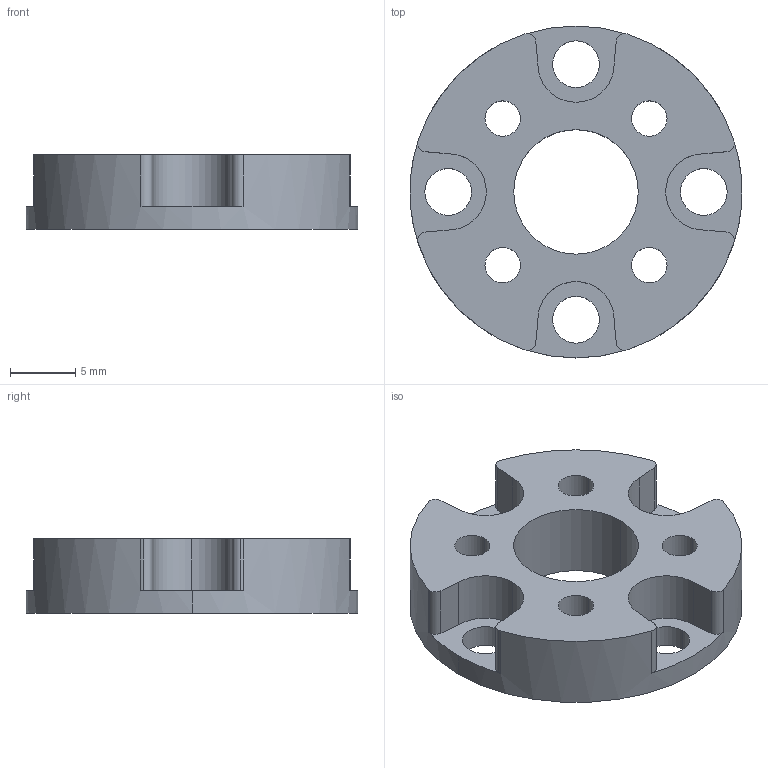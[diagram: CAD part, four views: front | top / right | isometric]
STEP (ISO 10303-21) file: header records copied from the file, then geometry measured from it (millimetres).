
FILE_DESCRIPTION (( 'STEP AP214' ), '1' );
FILE_NAME ('Pattern Adaptor 0.770 to 0.625.step', '2017-10-17T00:57:55', ( '' ), ( '' ), 'SwSTEP 2.0', 'SolidWorks 2017', '' );
FILE_SCHEMA (( 'AUTOMOTIVE_DESIGN' ));
Length unit declared in the file: inch
Products named in the file (1): Pattern Adaptor 0.770 to 0.625
Bounding box: 25.4 x 25.4 x 5.71 mm (x, y, z)
Volume: 1800.6 mm3; surface area: 1756.4 mm2
Topology: 1 solids, 1 shells, 49 faces, 141 edges, 94 vertices
Faces by surface type: cylinder 35, plane 14
Entity records: 1833 total; most frequent: DIRECTION 319, CARTESIAN_POINT 285, ORIENTED_EDGE 282, EDGE_CURVE 141, AXIS2_PLACEMENT_3D 128, VERTEX_POINT 94, CIRCLE 78, EDGE_LOOP 67
